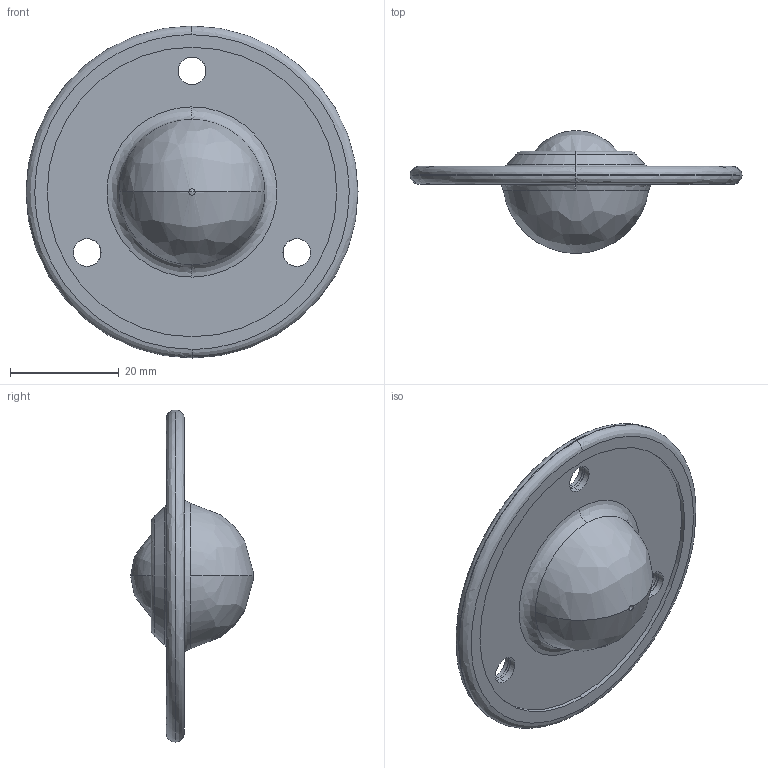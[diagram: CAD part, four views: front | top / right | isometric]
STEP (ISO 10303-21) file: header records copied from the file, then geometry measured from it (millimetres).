
FILE_DESCRIPTION (( 'STEP AP214' ), '1' );
FILE_NAME ('0014722.step', '2022-08-30T12:03:10', ( '' ), ( '' ), 'SwSTEP 2.0', 'SolidWorks 2020', '' );
FILE_SCHEMA (( 'AUTOMOTIVE_DESIGN' ));
Length unit declared in the file: inch
Products named in the file (1): 0014722
Bounding box: 61 x 22.56 x 61 mm (x, y, z)
Surface area: 14554 mm2 (no closed solid volume)
Topology: 0 solids, 5 shells, 51 faces, 138 edges, 92 vertices
Faces by surface type: cylinder 28, bspline 14, plane 7, cone 2
Entity records: 3300 total; most frequent: CARTESIAN_POINT 1340, DIRECTION 282, ORIENTED_EDGE 238, EDGE_CURVE 134, AXIS2_PLACEMENT_3D 126, VERTEX_POINT 92, CIRCLE 88, EDGE_LOOP 73
